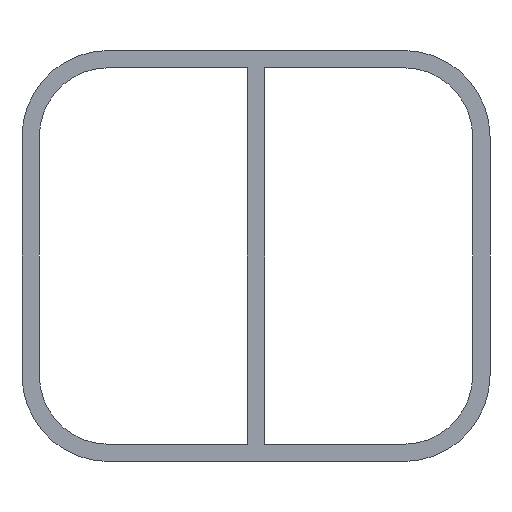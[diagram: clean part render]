
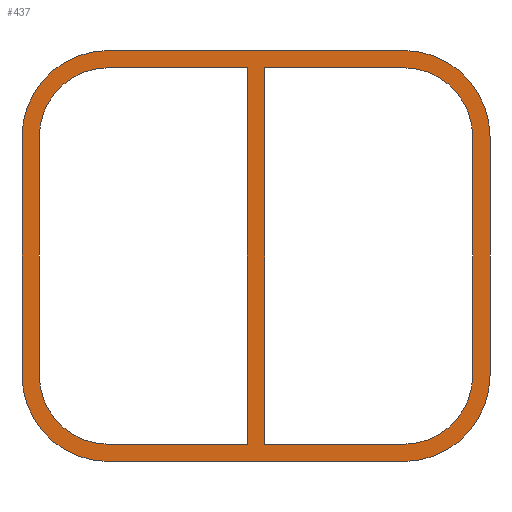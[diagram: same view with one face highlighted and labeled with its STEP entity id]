
A CAD part, front view. The second image highlights one B-rep face of the part: STEP entity #437.
In plain terms, the highlighted planar face has unit normal (0, -1, 0).
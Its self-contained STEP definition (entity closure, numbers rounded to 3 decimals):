
#73=CARTESIAN_POINT('',(-5.,-3.0,-109.));
#74=VERTEX_POINT('',#73);
#75=CARTESIAN_POINT('',(-5.,-3.0,109.));
#76=VERTEX_POINT('',#75);
#77=CARTESIAN_POINT('',(-5.,-3.0,-109.));
#78=DIRECTION('',(0.0,0.0,1.0));
#79=VECTOR('',#78,218.);
#80=LINE('',#77,#79);
#81=EDGE_CURVE('',#74,#76,#80,.T.);
#113=CARTESIAN_POINT('',(5.0,-3.0,109.));
#114=VERTEX_POINT('',#113);
#115=CARTESIAN_POINT('',(5.0,-3.0,-109.));
#116=VERTEX_POINT('',#115);
#117=CARTESIAN_POINT('',(5.0,-3.0,109.));
#118=DIRECTION('',(0.0,0.0,-1.0));
#119=VECTOR('',#118,218.);
#120=LINE('',#117,#119);
#121=EDGE_CURVE('',#114,#116,#120,.T.);
#162=CARTESIAN_POINT('',(-85.5,-3.0,-109.));
#163=VERTEX_POINT('',#162);
#170=CARTESIAN_POINT('',(-5.,-3.0,-109.));
#171=DIRECTION('',(-1.0,0.0,0.0));
#172=VECTOR('',#171,80.5);
#173=LINE('',#170,#172);
#174=EDGE_CURVE('',#74,#163,#173,.T.);
#185=CARTESIAN_POINT('',(85.5,-3.0,-109.));
#186=VERTEX_POINT('',#185);
#187=CARTESIAN_POINT('',(85.5,-3.0,-109.));
#188=DIRECTION('',(-1.0,0.0,0.0));
#189=VECTOR('',#188,80.5);
#190=LINE('',#187,#189);
#191=EDGE_CURVE('',#186,#116,#190,.T.);
#224=CARTESIAN_POINT('',(85.5,-3.0,109.));
#225=VERTEX_POINT('',#224);
#232=CARTESIAN_POINT('',(5.0,-3.0,109.));
#233=DIRECTION('',(1.0,0.0,0.0));
#234=VECTOR('',#233,80.5);
#235=LINE('',#232,#234);
#236=EDGE_CURVE('',#114,#225,#235,.T.);
#247=CARTESIAN_POINT('',(-85.5,-3.0,109.));
#248=VERTEX_POINT('',#247);
#249=CARTESIAN_POINT('',(-85.5,-3.0,109.));
#250=DIRECTION('',(1.0,0.0,0.0));
#251=VECTOR('',#250,80.5);
#252=LINE('',#249,#251);
#253=EDGE_CURVE('',#248,#76,#252,.T.);
#288=CARTESIAN_POINT('',(135.5,-3.0,-69.));
#289=VERTEX_POINT('',#288);
#296=CARTESIAN_POINT('',(85.5,-3.0,-119.));
#297=VERTEX_POINT('',#296);
#298=CARTESIAN_POINT('',(85.5,-3.0,-69.));
#299=DIRECTION('',(0.0,1.0,0.0));
#300=DIRECTION('',(0.707,0.0,-0.707));
#301=AXIS2_PLACEMENT_3D('',#298,#299,#300);
#302=CIRCLE('',#301,50.);
#303=EDGE_CURVE('',#289,#297,#302,.T.);
#314=CARTESIAN_POINT('',(0.0,-3.0,0.0));
#315=DIRECTION('',(0.0,1.0,0.0));
#316=DIRECTION('',(0.0,0.0,1.0));
#317=AXIS2_PLACEMENT_3D('',#314,#315,#316);
#318=PLANE('',#317);
#319=ORIENTED_EDGE('',*,*,#303,.F.);
#320=CARTESIAN_POINT('',(135.5,-3.0,69.));
#321=VERTEX_POINT('',#320);
#322=CARTESIAN_POINT('',(135.5,-3.0,-69.));
#323=DIRECTION('',(0.0,0.0,1.0));
#324=VECTOR('',#323,138.);
#325=LINE('',#322,#324);
#326=EDGE_CURVE('',#289,#321,#325,.T.);
#327=ORIENTED_EDGE('',*,*,#326,.T.);
#328=CARTESIAN_POINT('',(85.5,-3.0,119.));
#329=VERTEX_POINT('',#328);
#330=CARTESIAN_POINT('',(85.5,-3.0,69.));
#331=DIRECTION('',(0.0,1.0,0.0));
#332=DIRECTION('',(0.707,0.0,0.707));
#333=AXIS2_PLACEMENT_3D('',#330,#331,#332);
#334=CIRCLE('',#333,50.);
#335=EDGE_CURVE('',#329,#321,#334,.T.);
#336=ORIENTED_EDGE('',*,*,#335,.F.);
#337=CARTESIAN_POINT('',(-85.5,-3.0,119.));
#338=VERTEX_POINT('',#337);
#339=CARTESIAN_POINT('',(85.5,-3.0,119.));
#340=DIRECTION('',(-1.0,0.0,0.0));
#341=VECTOR('',#340,171.0);
#342=LINE('',#339,#341);
#343=EDGE_CURVE('',#329,#338,#342,.T.);
#344=ORIENTED_EDGE('',*,*,#343,.T.);
#345=CARTESIAN_POINT('',(-135.5,-3.0,69.));
#346=VERTEX_POINT('',#345);
#347=CARTESIAN_POINT('',(-85.5,-3.0,69.));
#348=DIRECTION('',(0.0,1.0,0.0));
#349=DIRECTION('',(-0.707,0.0,0.707));
#350=AXIS2_PLACEMENT_3D('',#347,#348,#349);
#351=CIRCLE('',#350,50.);
#352=EDGE_CURVE('',#346,#338,#351,.T.);
#353=ORIENTED_EDGE('',*,*,#352,.F.);
#354=CARTESIAN_POINT('',(-135.5,-3.0,-69.));
#355=VERTEX_POINT('',#354);
#356=CARTESIAN_POINT('',(-135.5,-3.0,69.));
#357=DIRECTION('',(0.0,0.0,-1.0));
#358=VECTOR('',#357,138.);
#359=LINE('',#356,#358);
#360=EDGE_CURVE('',#346,#355,#359,.T.);
#361=ORIENTED_EDGE('',*,*,#360,.T.);
#362=CARTESIAN_POINT('',(-85.5,-3.0,-119.));
#363=VERTEX_POINT('',#362);
#364=CARTESIAN_POINT('',(-85.5,-3.0,-69.));
#365=DIRECTION('',(0.0,1.0,0.0));
#366=DIRECTION('',(-0.707,0.0,-0.707));
#367=AXIS2_PLACEMENT_3D('',#364,#365,#366);
#368=CIRCLE('',#367,50.);
#369=EDGE_CURVE('',#363,#355,#368,.T.);
#370=ORIENTED_EDGE('',*,*,#369,.F.);
#371=CARTESIAN_POINT('',(-85.5,-3.0,-119.));
#372=DIRECTION('',(1.0,0.0,0.0));
#373=VECTOR('',#372,171.0);
#374=LINE('',#371,#373);
#375=EDGE_CURVE('',#363,#297,#374,.T.);
#376=ORIENTED_EDGE('',*,*,#375,.T.);
#377=EDGE_LOOP('',(#319,#327,#336,#344,#353,#361,#370,#376));
#378=FACE_OUTER_BOUND('',#377,.T.);
#379=ORIENTED_EDGE('',*,*,#174,.T.);
#380=CARTESIAN_POINT('',(-125.5,-3.0,-69.));
#381=VERTEX_POINT('',#380);
#382=CARTESIAN_POINT('',(-85.5,-3.0,-69.));
#383=DIRECTION('',(0.0,-1.0,0.0));
#384=DIRECTION('',(-0.707,0.0,-0.707));
#385=AXIS2_PLACEMENT_3D('',#382,#383,#384);
#386=CIRCLE('',#385,40.);
#387=EDGE_CURVE('',#381,#163,#386,.T.);
#388=ORIENTED_EDGE('',*,*,#387,.F.);
#389=CARTESIAN_POINT('',(-125.5,-3.0,69.));
#390=VERTEX_POINT('',#389);
#391=CARTESIAN_POINT('',(-125.5,-3.0,-69.));
#392=DIRECTION('',(0.0,0.0,1.0));
#393=VECTOR('',#392,138.);
#394=LINE('',#391,#393);
#395=EDGE_CURVE('',#381,#390,#394,.T.);
#396=ORIENTED_EDGE('',*,*,#395,.T.);
#397=CARTESIAN_POINT('',(-85.5,-3.0,69.));
#398=DIRECTION('',(0.0,-1.0,0.0));
#399=DIRECTION('',(-0.707,0.0,0.707));
#400=AXIS2_PLACEMENT_3D('',#397,#398,#399);
#401=CIRCLE('',#400,40.);
#402=EDGE_CURVE('',#248,#390,#401,.T.);
#403=ORIENTED_EDGE('',*,*,#402,.F.);
#404=ORIENTED_EDGE('',*,*,#253,.T.);
#405=ORIENTED_EDGE('',*,*,#81,.F.);
#406=EDGE_LOOP('',(#379,#388,#396,#403,#404,#405));
#407=FACE_BOUND('',#406,.T.);
#408=ORIENTED_EDGE('',*,*,#121,.F.);
#409=ORIENTED_EDGE('',*,*,#236,.T.);
#410=CARTESIAN_POINT('',(125.5,-3.0,69.));
#411=VERTEX_POINT('',#410);
#412=CARTESIAN_POINT('',(85.5,-3.0,69.));
#413=DIRECTION('',(0.0,-1.0,0.0));
#414=DIRECTION('',(0.707,0.0,0.707));
#415=AXIS2_PLACEMENT_3D('',#412,#413,#414);
#416=CIRCLE('',#415,40.);
#417=EDGE_CURVE('',#411,#225,#416,.T.);
#418=ORIENTED_EDGE('',*,*,#417,.F.);
#419=CARTESIAN_POINT('',(125.5,-3.0,-69.));
#420=VERTEX_POINT('',#419);
#421=CARTESIAN_POINT('',(125.5,-3.0,69.));
#422=DIRECTION('',(0.0,0.0,-1.0));
#423=VECTOR('',#422,138.);
#424=LINE('',#421,#423);
#425=EDGE_CURVE('',#411,#420,#424,.T.);
#426=ORIENTED_EDGE('',*,*,#425,.T.);
#427=CARTESIAN_POINT('',(85.5,-3.0,-69.));
#428=DIRECTION('',(0.0,-1.0,0.0));
#429=DIRECTION('',(0.707,0.0,-0.707));
#430=AXIS2_PLACEMENT_3D('',#427,#428,#429);
#431=CIRCLE('',#430,40.);
#432=EDGE_CURVE('',#186,#420,#431,.T.);
#433=ORIENTED_EDGE('',*,*,#432,.F.);
#434=ORIENTED_EDGE('',*,*,#191,.T.);
#435=EDGE_LOOP('',(#408,#409,#418,#426,#433,#434));
#436=FACE_BOUND('',#435,.T.);
#437=ADVANCED_FACE('',(#378,#407,#436),#318,.F.);
